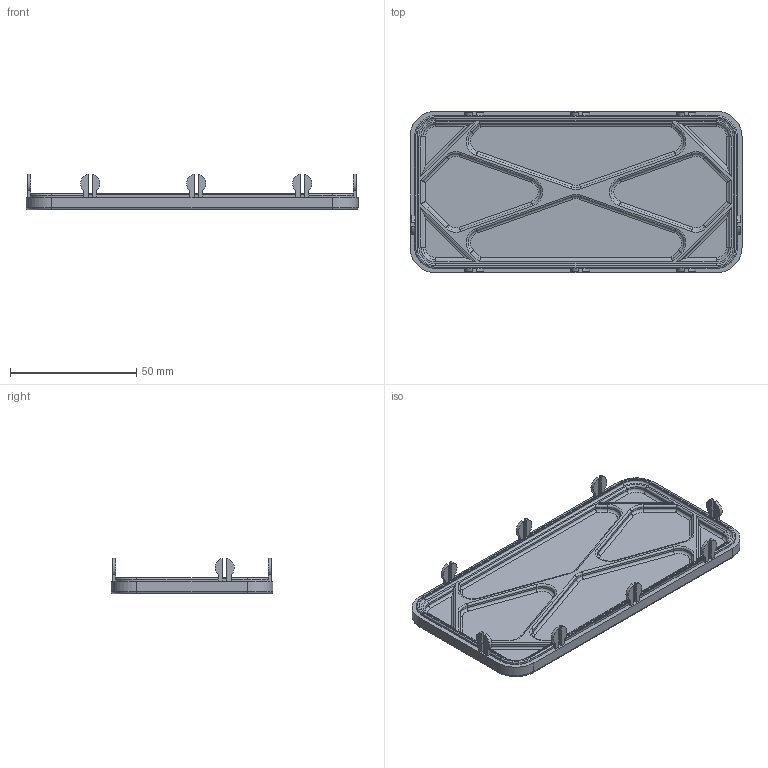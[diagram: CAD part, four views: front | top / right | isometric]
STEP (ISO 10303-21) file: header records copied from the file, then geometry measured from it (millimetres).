
FILE_DESCRIPTION(/* description */ (''),/* implementation_level */ '2;1');
FILE_NAME(/* name */ 'lid.step',/* time_stamp */ '2022-08-20T13:01:08-07:00',/* author */ (''),/* organization */ (''),/* preprocessor_version */ 'ST-DEVELOPER v19',/* originating_system */ 'Autodesk Translation Framework v11.7.0.108',/* authorisation */ '');
FILE_SCHEMA (('AUTOMOTIVE_DESIGN { 1 0 10303 214 3 1 1 }'));
Length unit declared in the file: inch
Products named in the file (1): lid
Bounding box: 131.32 x 64.01 x 14.22 mm (x, y, z)
Volume: 29063.2 mm3; surface area: 21645.3 mm2
Topology: 1 solids, 1 shells, 302 faces, 750 edges, 460 vertices
Faces by surface type: plane 134, cylinder 124, torus 44
Entity records: 8917 total; most frequent: DIRECTION 1624, CARTESIAN_POINT 1513, ORIENTED_EDGE 1500, EDGE_CURVE 750, AXIS2_PLACEMENT_3D 571, LINE 482, VECTOR 482, VERTEX_POINT 460
